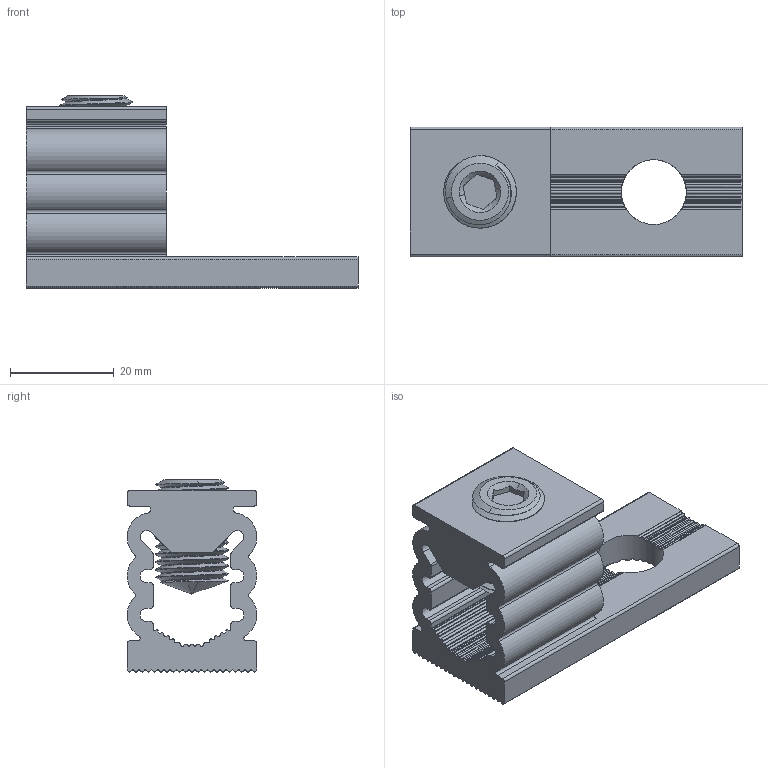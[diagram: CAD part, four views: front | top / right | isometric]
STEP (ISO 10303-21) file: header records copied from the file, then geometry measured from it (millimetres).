
FILE_DESCRIPTION(('Creo Elements/Direct Modeling STEP Export'),'2;1');
FILE_NAME('test.stp','2016-08-24T 8:43:08',(''),(''),'PTC Creo Elements/Direct Modeling STEP processor for AP214 (Solid Model)','PTC Creo Elements/Direct Modeling 19.0 09-May-2014 (C) Parametric Technology GmbH','');
FILE_SCHEMA(('AUTOMOTIVE_DESIGN { 1 0 10303 214 1 1 1 1 }'));
Length unit declared in the file: millimetre
Products named in the file (1): Yleiskaapelikenkä_16-120
Bounding box: 64 x 25 x 37.02 mm (x, y, z)
Volume: 19739.8 mm3; surface area: 10788.4 mm2
Topology: 1 solids, 2 shells, 347 faces, 1037 edges, 690 vertices
Faces by surface type: cylinder 167, plane 156, bspline 16, cone 8
Entity records: 15892 total; most frequent: CARTESIAN_POINT 6663, ORIENTED_EDGE 2066, DIRECTION 1821, EDGE_CURVE 1033, VERTEX_POINT 690, AXIS2_PLACEMENT_3D 640, VECTOR 541, LINE 541
